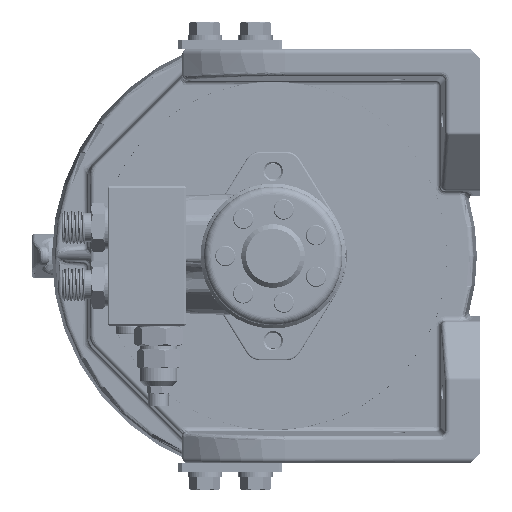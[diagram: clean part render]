
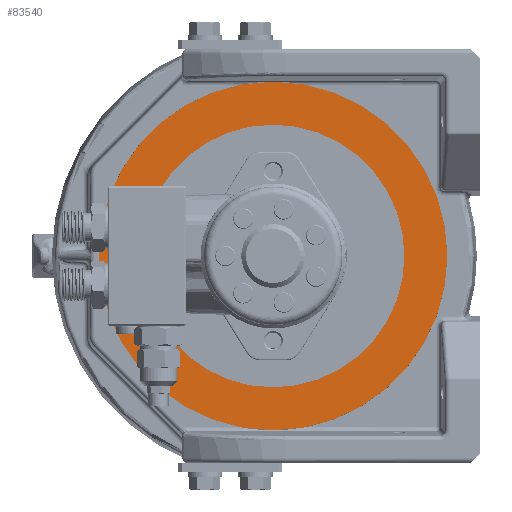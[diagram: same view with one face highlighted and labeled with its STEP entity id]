
A CAD part, left-side view. The second image highlights one B-rep face of the part: STEP entity #83540.
In plain terms, the highlighted planar face has unit normal (-1, 0, 0).
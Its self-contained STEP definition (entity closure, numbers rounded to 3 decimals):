
#5900=FACE_BOUND('',#15026,.T.);
#6269=PLANE('',#89698);
#9879=FACE_OUTER_BOUND('',#15025,.T.);
#15025=EDGE_LOOP('',(#59864,#59865));
#15026=EDGE_LOOP('',(#59866,#59867));
#27992=CIRCLE('',#89664,82.5);
#27995=CIRCLE('',#89667,82.5);
#27997=CIRCLE('',#89670,109.5);
#27998=CIRCLE('',#89671,109.5);
#34774=VERTEX_POINT('',#159012);
#34775=VERTEX_POINT('',#159013);
#34782=VERTEX_POINT('',#159049);
#34783=VERTEX_POINT('',#159051);
#44294=EDGE_CURVE('',#34774,#34775,#27992,.T.);
#44298=EDGE_CURVE('',#34775,#34774,#27995,.T.);
#44303=EDGE_CURVE('',#34783,#34782,#27997,.T.);
#44304=EDGE_CURVE('',#34782,#34783,#27998,.T.);
#59864=ORIENTED_EDGE('',*,*,#44303,.T.);
#59865=ORIENTED_EDGE('',*,*,#44304,.T.);
#59866=ORIENTED_EDGE('',*,*,#44294,.F.);
#59867=ORIENTED_EDGE('',*,*,#44298,.F.);
#83540=ADVANCED_FACE('',(#9879,#5900),#6269,.T.);
#89664=AXIS2_PLACEMENT_3D('',#159014,#102585,#102586);
#89667=AXIS2_PLACEMENT_3D('',#159020,#102592,#102593);
#89670=AXIS2_PLACEMENT_3D('',#159052,#102599,#102600);
#89671=AXIS2_PLACEMENT_3D('',#159053,#102601,#102602);
#89698=AXIS2_PLACEMENT_3D('',#159564,#102691,#102692);
#102585=DIRECTION('center_axis',(-1.,0.,0.));
#102586=DIRECTION('ref_axis',(0.,0.,1.));
#102592=DIRECTION('center_axis',(-1.,0.,0.));
#102593=DIRECTION('ref_axis',(0.,0.,1.));
#102599=DIRECTION('center_axis',(-1.,0.,0.));
#102600=DIRECTION('ref_axis',(0.,0.,1.));
#102601=DIRECTION('center_axis',(-1.,0.,0.));
#102602=DIRECTION('ref_axis',(0.,0.,1.));
#102691=DIRECTION('center_axis',(-1.,0.,0.));
#102692=DIRECTION('ref_axis',(0.,0.,1.));
#159012=CARTESIAN_POINT('',(-6.5,489.104,-61.118));
#159013=CARTESIAN_POINT('',(-6.5,489.104,103.882));
#159014=CARTESIAN_POINT('Origin',(-6.5,489.104,21.382));
#159020=CARTESIAN_POINT('Origin',(-6.5,489.104,21.382));
#159049=CARTESIAN_POINT('',(-6.5,489.104,130.882));
#159051=CARTESIAN_POINT('',(-6.5,489.104,-88.118));
#159052=CARTESIAN_POINT('Origin',(-6.5,489.104,21.382));
#159053=CARTESIAN_POINT('Origin',(-6.5,489.104,21.382));
#159564=CARTESIAN_POINT('Origin',(-6.5,489.104,21.382));
